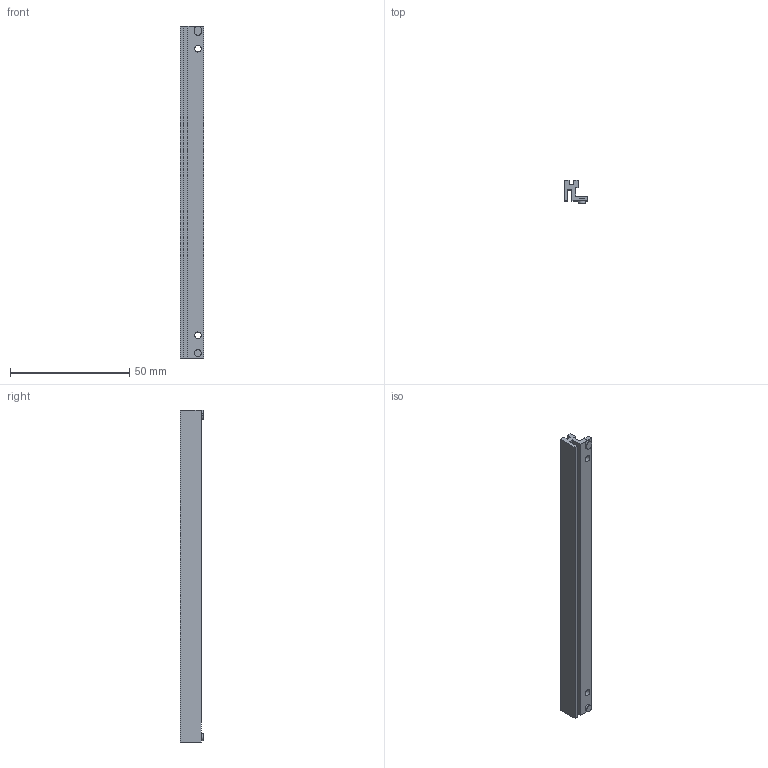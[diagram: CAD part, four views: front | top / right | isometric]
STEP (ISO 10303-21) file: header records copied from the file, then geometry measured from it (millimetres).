
FILE_DESCRIPTION(/* description */ (''),/* implementation_level */ '2;1');
FILE_NAME(/* name */ '86416010_KF M 160 V A.stp',/* time_stamp */ '2014-09-03T16:13:35+02:00',/* author */ ('kotzmaier'),/* organization */ (''),/* preprocessor_version */ 'ST-DEVELOPER v15.2',/* originating_system */ 'Autodesk Inventor 2014',/* authorisation */ '');
FILE_SCHEMA (('AUTOMOTIVE_DESIGN { 1 0 10303 214 3 1 1 }'));
Length unit declared in the file: millimetre
Products named in the file (1): KF_M_160_V_A_3D
Bounding box: 9.75 x 9.7 x 139 mm (x, y, z)
Volume: 5736.8 mm3; surface area: 7416.1 mm2
Topology: 1 solids, 1 shells, 34 faces, 84 edges, 56 vertices
Faces by surface type: plane 26, cylinder 8
Full cylindrical faces by diameter (mm): 2.8 x2, 2.9 x2
Entity records: 1013 total; most frequent: CARTESIAN_POINT 171, DIRECTION 166, ORIENTED_EDGE 160, EDGE_CURVE 80, LINE 64, VECTOR 64, VERTEX_POINT 56, AXIS2_PLACEMENT_3D 51
